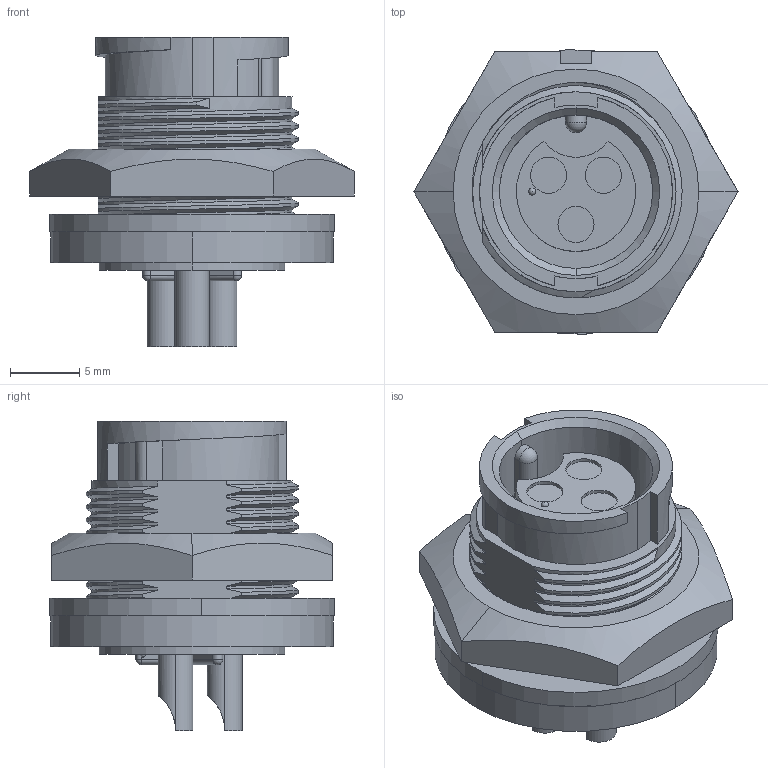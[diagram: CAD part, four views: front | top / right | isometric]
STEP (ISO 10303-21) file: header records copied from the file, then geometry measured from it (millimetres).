
FILE_DESCRIPTION (( 'STEP AP203' ), '1' );
FILE_NAME ('7382-3SG-300.STEP', '2015-11-16T21:12:18', ( '' ), ( '' ), 'SwSTEP 2.0', 'SolidWorks 2014', '' );
FILE_SCHEMA (( 'CONFIG_CONTROL_DESIGN' ));
Length unit declared in the file: inch
Products named in the file (1): 7382-3SG-300
Bounding box: 23.46 x 20.58 x 22.43 mm (x, y, z)
Volume: 3427.3 mm3; surface area: 3111.4 mm2
Topology: 2 solids, 2 shells, 170 faces, 454 edges, 297 vertices
Faces by surface type: cylinder 90, plane 46, bspline 24, sphere 6, cone 4
Entity records: 11252 total; most frequent: CARTESIAN_POINT 7462, ORIENTED_EDGE 884, DIRECTION 645, EDGE_CURVE 442, VERTEX_POINT 291, AXIS2_PLACEMENT_3D 233, EDGE_LOOP 187, LINE 179
